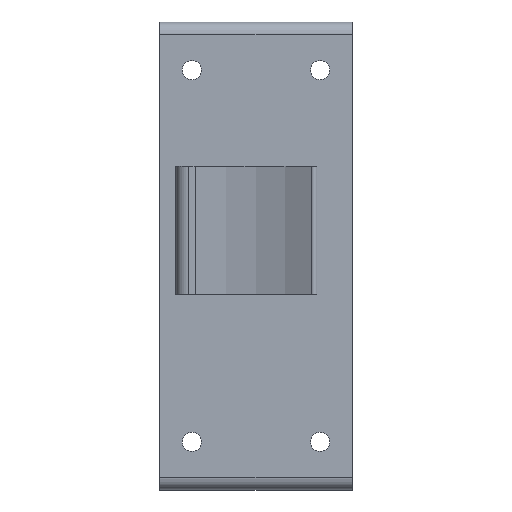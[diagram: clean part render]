
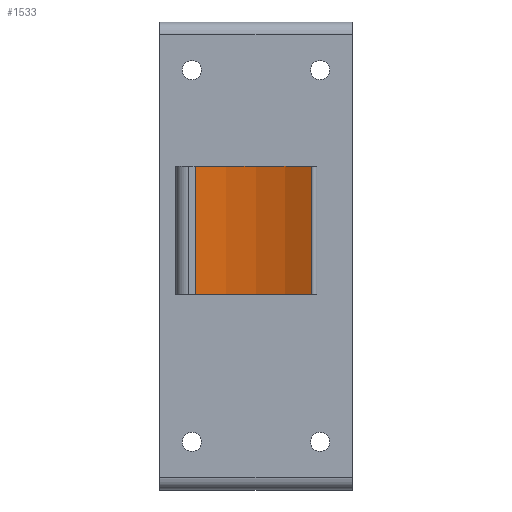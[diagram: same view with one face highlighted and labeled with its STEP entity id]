
A CAD part, top view. The second image highlights one B-rep face of the part: STEP entity #1533.
In plain terms, the highlighted cylindrical face has radius 29.868 mm (diameter 59.736 mm), a partial arc.
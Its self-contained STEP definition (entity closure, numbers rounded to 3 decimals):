
#656 = PLANE('',#657);
#657 = AXIS2_PLACEMENT_3D('',#658,#659,#660);
#658 = CARTESIAN_POINT('',(1.24,-10.,158.369));
#659 = DIRECTION('',(0.,1.,0.));
#660 = DIRECTION('',(0.,0.,1.));
#766 = PLANE('',#767);
#767 = AXIS2_PLACEMENT_3D('',#768,#769,#770);
#768 = CARTESIAN_POINT('',(1.24,10.,158.369));
#769 = DIRECTION('',(0.,1.,0.));
#770 = DIRECTION('',(0.,0.,1.));
#1092 = CYLINDRICAL_SURFACE('',#1093,0.5);
#1093 = AXIS2_PLACEMENT_3D('',#1094,#1095,#1096);
#1094 = CARTESIAN_POINT('',(9.,-10.,162.248));
#1095 = DIRECTION('',(0.,1.,0.));
#1096 = DIRECTION('',(1.,0.,0.));
#1110 = VERTEX_POINT('',#1111);
#1111 = CARTESIAN_POINT('',(-9.5,-10.,157.7));
#1132 = EDGE_CURVE('',#1110,#1133,#1135,.T.);
#1133 = VERTEX_POINT('',#1134);
#1134 = CARTESIAN_POINT('',(8.723,-10.,162.664));
#1135 = SURFACE_CURVE('',#1136,(#1141,#1152),.PCURVE_S1.);
#1136 = CIRCLE('',#1137,29.868);
#1137 = AXIS2_PLACEMENT_3D('',#1138,#1139,#1140);
#1138 = CARTESIAN_POINT('',(-7.836,-10.,187.521));
#1139 = DIRECTION('',(0.,-1.,0.));
#1140 = DIRECTION('',(1.,0.,0.));
#1141 = PCURVE('',#656,#1142);
#1142 = DEFINITIONAL_REPRESENTATION('',(#1143),#1151);
#1143 = ( BOUNDED_CURVE() B_SPLINE_CURVE(2,(#1144,#1145,#1146,#1147,
#1148,#1149,#1150),.UNSPECIFIED.,.T.,.F.) B_SPLINE_CURVE_WITH_KNOTS((1,2
    ,2,2,2,1),(-2.094,0.,2.094,4.189,
6.283,8.378),.UNSPECIFIED.) CURVE() 
GEOMETRIC_REPRESENTATION_ITEM() RATIONAL_B_SPLINE_CURVE((1.,0.5,1.,0.5,
1.,0.5,1.)) REPRESENTATION_ITEM('') );
#1144 = CARTESIAN_POINT('',(29.153,20.791));
#1145 = CARTESIAN_POINT('',(80.885,20.791));
#1146 = CARTESIAN_POINT('',(55.019,-24.011));
#1147 = CARTESIAN_POINT('',(29.153,-68.813));
#1148 = CARTESIAN_POINT('',(3.286,-24.011));
#1149 = CARTESIAN_POINT('',(-22.58,20.791));
#1150 = CARTESIAN_POINT('',(29.153,20.791));
#1151 = ( GEOMETRIC_REPRESENTATION_CONTEXT(2) 
PARAMETRIC_REPRESENTATION_CONTEXT() REPRESENTATION_CONTEXT('2D SPACE',''
  ) );
#1152 = PCURVE('',#1153,#1158);
#1153 = CYLINDRICAL_SURFACE('',#1154,29.868);
#1154 = AXIS2_PLACEMENT_3D('',#1155,#1156,#1157);
#1155 = CARTESIAN_POINT('',(-7.836,-10.,187.521));
#1156 = DIRECTION('',(0.,-1.,0.));
#1157 = DIRECTION('',(1.,0.,0.));
#1158 = DEFINITIONAL_REPRESENTATION('',(#1159),#1163);
#1159 = LINE('',#1160,#1161);
#1160 = CARTESIAN_POINT('',(0.,0.));
#1161 = VECTOR('',#1162,1.);
#1162 = DIRECTION('',(1.,0.));
#1163 = ( GEOMETRIC_REPRESENTATION_CONTEXT(2) 
PARAMETRIC_REPRESENTATION_CONTEXT() REPRESENTATION_CONTEXT('2D SPACE',''
  ) );
#1197 = VERTEX_POINT('',#1198);
#1198 = CARTESIAN_POINT('',(-9.5,10.,157.7));
#1219 = EDGE_CURVE('',#1197,#1220,#1222,.T.);
#1220 = VERTEX_POINT('',#1221);
#1221 = CARTESIAN_POINT('',(8.723,10.,162.664));
#1222 = SURFACE_CURVE('',#1223,(#1228,#1239),.PCURVE_S1.);
#1223 = CIRCLE('',#1224,29.868);
#1224 = AXIS2_PLACEMENT_3D('',#1225,#1226,#1227);
#1225 = CARTESIAN_POINT('',(-7.836,10.,187.521));
#1226 = DIRECTION('',(0.,-1.,0.));
#1227 = DIRECTION('',(1.,0.,0.));
#1228 = PCURVE('',#766,#1229);
#1229 = DEFINITIONAL_REPRESENTATION('',(#1230),#1238);
#1230 = ( BOUNDED_CURVE() B_SPLINE_CURVE(2,(#1231,#1232,#1233,#1234,
#1235,#1236,#1237),.UNSPECIFIED.,.T.,.F.) B_SPLINE_CURVE_WITH_KNOTS((1,2
    ,2,2,2,1),(-2.094,0.,2.094,4.189,
6.283,8.378),.UNSPECIFIED.) CURVE() 
GEOMETRIC_REPRESENTATION_ITEM() RATIONAL_B_SPLINE_CURVE((1.,0.5,1.,0.5,
1.,0.5,1.)) REPRESENTATION_ITEM('') );
#1231 = CARTESIAN_POINT('',(29.153,20.791));
#1232 = CARTESIAN_POINT('',(80.885,20.791));
#1233 = CARTESIAN_POINT('',(55.019,-24.011));
#1234 = CARTESIAN_POINT('',(29.153,-68.813));
#1235 = CARTESIAN_POINT('',(3.286,-24.011));
#1236 = CARTESIAN_POINT('',(-22.58,20.791));
#1237 = CARTESIAN_POINT('',(29.153,20.791));
#1238 = ( GEOMETRIC_REPRESENTATION_CONTEXT(2) 
PARAMETRIC_REPRESENTATION_CONTEXT() REPRESENTATION_CONTEXT('2D SPACE',''
  ) );
#1239 = PCURVE('',#1153,#1240);
#1240 = DEFINITIONAL_REPRESENTATION('',(#1241),#1245);
#1241 = LINE('',#1242,#1243);
#1242 = CARTESIAN_POINT('',(0.,-20.));
#1243 = VECTOR('',#1244,1.);
#1244 = DIRECTION('',(1.,0.));
#1245 = ( GEOMETRIC_REPRESENTATION_CONTEXT(2) 
PARAMETRIC_REPRESENTATION_CONTEXT() REPRESENTATION_CONTEXT('2D SPACE',''
  ) );
#1320 = PLANE('',#1321);
#1321 = AXIS2_PLACEMENT_3D('',#1322,#1323,#1324);
#1322 = CARTESIAN_POINT('',(-9.5,-10.,156.7));
#1323 = DIRECTION('',(1.,0.,0.));
#1324 = DIRECTION('',(0.,0.,1.));
#1511 = EDGE_CURVE('',#1133,#1220,#1512,.T.);
#1512 = SURFACE_CURVE('',#1513,(#1517,#1524),.PCURVE_S1.);
#1513 = LINE('',#1514,#1515);
#1514 = CARTESIAN_POINT('',(8.723,-10.,162.664));
#1515 = VECTOR('',#1516,1.);
#1516 = DIRECTION('',(0.,1.,0.));
#1517 = PCURVE('',#1092,#1518);
#1518 = DEFINITIONAL_REPRESENTATION('',(#1519),#1523);
#1519 = LINE('',#1520,#1521);
#1520 = CARTESIAN_POINT('',(-2.158,0.));
#1521 = VECTOR('',#1522,1.);
#1522 = DIRECTION('',(-0.,1.));
#1523 = ( GEOMETRIC_REPRESENTATION_CONTEXT(2) 
PARAMETRIC_REPRESENTATION_CONTEXT() REPRESENTATION_CONTEXT('2D SPACE',''
  ) );
#1524 = PCURVE('',#1153,#1525);
#1525 = DEFINITIONAL_REPRESENTATION('',(#1526),#1530);
#1526 = LINE('',#1527,#1528);
#1527 = CARTESIAN_POINT('',(5.3,0.));
#1528 = VECTOR('',#1529,1.);
#1529 = DIRECTION('',(-0.,-1.));
#1530 = ( GEOMETRIC_REPRESENTATION_CONTEXT(2) 
PARAMETRIC_REPRESENTATION_CONTEXT() REPRESENTATION_CONTEXT('2D SPACE',''
  ) );
#1533 = ADVANCED_FACE('',(#1534),#1153,.F.);
#1534 = FACE_BOUND('',#1535,.F.);
#1535 = EDGE_LOOP('',(#1536,#1537,#1558,#1559));
#1536 = ORIENTED_EDGE('',*,*,#1132,.F.);
#1537 = ORIENTED_EDGE('',*,*,#1538,.T.);
#1538 = EDGE_CURVE('',#1110,#1197,#1539,.T.);
#1539 = SURFACE_CURVE('',#1540,(#1544,#1551),.PCURVE_S1.);
#1540 = LINE('',#1541,#1542);
#1541 = CARTESIAN_POINT('',(-9.5,-10.,157.7));
#1542 = VECTOR('',#1543,1.);
#1543 = DIRECTION('',(0.,1.,0.));
#1544 = PCURVE('',#1153,#1545);
#1545 = DEFINITIONAL_REPRESENTATION('',(#1546),#1550);
#1546 = LINE('',#1547,#1548);
#1547 = CARTESIAN_POINT('',(4.657,0.));
#1548 = VECTOR('',#1549,1.);
#1549 = DIRECTION('',(0.,-1.));
#1550 = ( GEOMETRIC_REPRESENTATION_CONTEXT(2) 
PARAMETRIC_REPRESENTATION_CONTEXT() REPRESENTATION_CONTEXT('2D SPACE',''
  ) );
#1551 = PCURVE('',#1320,#1552);
#1552 = DEFINITIONAL_REPRESENTATION('',(#1553),#1557);
#1553 = LINE('',#1554,#1555);
#1554 = CARTESIAN_POINT('',(1.,0.));
#1555 = VECTOR('',#1556,1.);
#1556 = DIRECTION('',(0.,-1.));
#1557 = ( GEOMETRIC_REPRESENTATION_CONTEXT(2) 
PARAMETRIC_REPRESENTATION_CONTEXT() REPRESENTATION_CONTEXT('2D SPACE',''
  ) );
#1558 = ORIENTED_EDGE('',*,*,#1219,.T.);
#1559 = ORIENTED_EDGE('',*,*,#1511,.F.);
